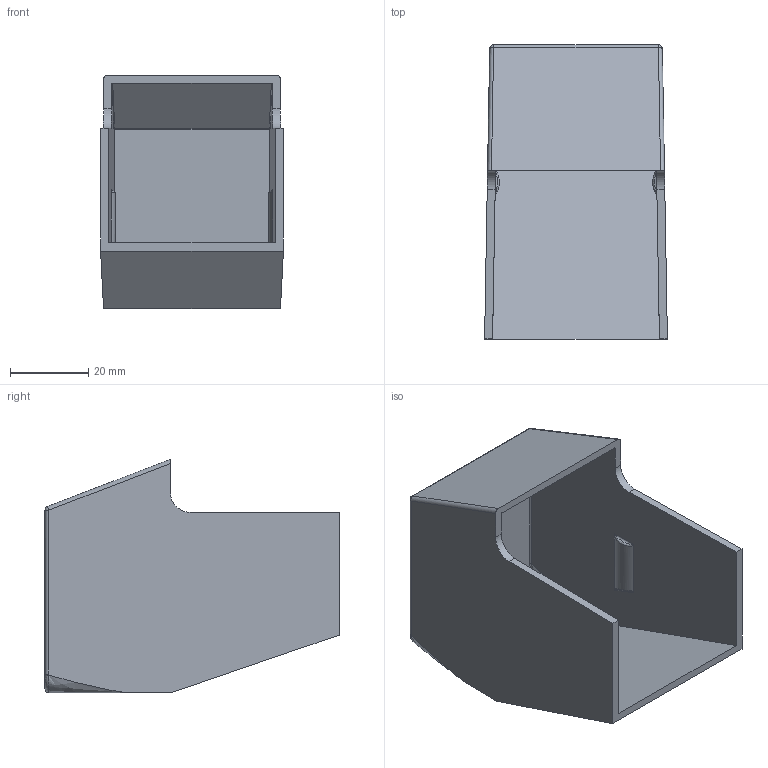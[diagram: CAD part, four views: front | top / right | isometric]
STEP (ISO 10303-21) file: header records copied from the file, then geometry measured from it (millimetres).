
FILE_DESCRIPTION((''),'2;1');
FILE_NAME('CAD-8889','2023-11-24T08:25:15',('creinig-se'),(''),'CREO PARAMETRIC BY PTC INC, 2022284','CREO PARAMETRIC BY PTC INC, 2022284','');
FILE_SCHEMA(('CONFIG_CONTROL_DESIGN','SHAPE_APPEARANCE_LAYERS_GROUPS'));
Length unit declared in the file: millimetre
Products named in the file (1): CAD-8889
Bounding box: 46.62 x 75 x 59.52 mm (x, y, z)
Volume: 26307.8 mm3; surface area: 26515.8 mm2
Topology: 1 solids, 1 shells, 52 faces, 132 edges, 80 vertices
Faces by surface type: cylinder 20, plane 16, bspline 10, sphere 4, torus 2
Entity records: 3068 total; most frequent: CARTESIAN_POINT 1485, ORIENTED_EDGE 256, DIRECTION 186, PRESENTATION_STYLE_ASSIGNMENT 129, STYLED_ITEM 129, CURVE_STYLE 128, EDGE_CURVE 128, VERTEX_POINT 80
